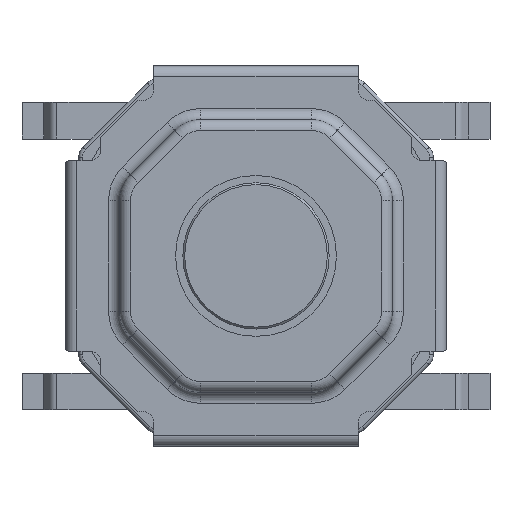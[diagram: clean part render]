
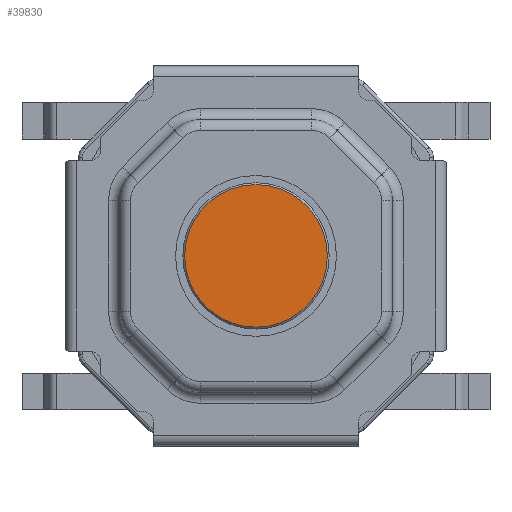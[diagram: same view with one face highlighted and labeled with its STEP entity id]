
A CAD part, top view. The second image highlights one B-rep face of the part: STEP entity #39830.
In plain terms, the highlighted planar face has unit normal (0, 0, 1).
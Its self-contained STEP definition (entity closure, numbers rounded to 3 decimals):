
#21 = EDGE_CURVE('',#22,#24,#26,.T.);
#22 = VERTEX_POINT('',#23);
#23 = CARTESIAN_POINT('',(0.,-0.975,1.5));
#24 = VERTEX_POINT('',#25);
#25 = CARTESIAN_POINT('',(0.,0.975,1.5));
#26 = SURFACE_CURVE('',#27,(#32,#66),.PCURVE_S1.);
#27 = CIRCLE('',#28,0.975);
#28 = AXIS2_PLACEMENT_3D('',#29,#30,#31);
#29 = CARTESIAN_POINT('',(0.,0.,1.5));
#30 = DIRECTION('',(0.,0.,1.));
#31 = DIRECTION('',(0.,-1.,0.));
#32 = PCURVE('',#33,#38);
#33 = CONICAL_SURFACE('',#34,1.,0.785);
#34 = AXIS2_PLACEMENT_3D('',#35,#36,#37);
#35 = CARTESIAN_POINT('',(0.,0.,1.475));
#36 = DIRECTION('',(0.,0.,-1.));
#37 = DIRECTION('',(0.,1.,0.));
#38 = DEFINITIONAL_REPRESENTATION('',(#39),#65);
#39 = B_SPLINE_CURVE_WITH_KNOTS('',3,(#40,#41,#42,#43,#44,#45,#46,#47,
    #48,#49,#50,#51,#52,#53,#54,#55,#56,#57,#58,#59,#60,#61,#62,#63,#64)
  ,.UNSPECIFIED.,.F.,.F.,(4,1,1,1,1,1,1,1,1,1,1,1,1,1,1,1,1,1,1,1,1,1,4)
  ,(0.,0.143,0.286,0.428,0.571,
    0.714,0.857,1.,1.142,
    1.285,1.428,1.571,1.714,
    1.856,1.999,2.142,2.285,
    2.428,2.57,2.713,2.856,
    2.999,3.142),.QUASI_UNIFORM_KNOTS.);
#40 = CARTESIAN_POINT('',(3.142,-0.025));
#41 = CARTESIAN_POINT('',(3.094,-0.025));
#42 = CARTESIAN_POINT('',(2.999,-0.025));
#43 = CARTESIAN_POINT('',(2.856,-0.025));
#44 = CARTESIAN_POINT('',(2.713,-0.025));
#45 = CARTESIAN_POINT('',(2.57,-0.025));
#46 = CARTESIAN_POINT('',(2.428,-0.025));
#47 = CARTESIAN_POINT('',(2.285,-0.025));
#48 = CARTESIAN_POINT('',(2.142,-0.025));
#49 = CARTESIAN_POINT('',(1.999,-0.025));
#50 = CARTESIAN_POINT('',(1.856,-0.025));
#51 = CARTESIAN_POINT('',(1.714,-0.025));
#52 = CARTESIAN_POINT('',(1.571,-0.025));
#53 = CARTESIAN_POINT('',(1.428,-0.025));
#54 = CARTESIAN_POINT('',(1.285,-0.025));
#55 = CARTESIAN_POINT('',(1.142,-0.025));
#56 = CARTESIAN_POINT('',(1.,-0.025));
#57 = CARTESIAN_POINT('',(0.857,-0.025));
#58 = CARTESIAN_POINT('',(0.714,-0.025));
#59 = CARTESIAN_POINT('',(0.571,-0.025));
#60 = CARTESIAN_POINT('',(0.428,-0.025));
#61 = CARTESIAN_POINT('',(0.286,-0.025));
#62 = CARTESIAN_POINT('',(0.143,-0.025));
#63 = CARTESIAN_POINT('',(0.048,-0.025));
#64 = CARTESIAN_POINT('',(0.,-0.025));
#65 = ( GEOMETRIC_REPRESENTATION_CONTEXT(2) 
PARAMETRIC_REPRESENTATION_CONTEXT() REPRESENTATION_CONTEXT('2D SPACE',''
  ) );
#66 = PCURVE('',#67,#72);
#67 = PLANE('',#68);
#68 = AXIS2_PLACEMENT_3D('',#69,#70,#71);
#69 = CARTESIAN_POINT('',(0.,0.,1.5));
#70 = DIRECTION('',(0.,0.,1.));
#71 = DIRECTION('',(0.,-1.,0.));
#72 = DEFINITIONAL_REPRESENTATION('',(#73),#77);
#73 = CIRCLE('',#74,0.975);
#74 = AXIS2_PLACEMENT_2D('',#75,#76);
#75 = CARTESIAN_POINT('',(0.,0.));
#76 = DIRECTION('',(1.,0.));
#77 = ( GEOMETRIC_REPRESENTATION_CONTEXT(2) 
PARAMETRIC_REPRESENTATION_CONTEXT() REPRESENTATION_CONTEXT('2D SPACE',''
  ) );
#117 = CONICAL_SURFACE('',#118,1.,0.785);
#118 = AXIS2_PLACEMENT_3D('',#119,#120,#121);
#119 = CARTESIAN_POINT('',(0.,0.,1.475));
#120 = DIRECTION('',(0.,0.,-1.));
#121 = DIRECTION('',(0.,1.,0.));
#39830 = ADVANCED_FACE('',(#39831),#67,.T.);
#39831 = FACE_BOUND('',#39832,.T.);
#39832 = EDGE_LOOP('',(#39833,#39877));
#39833 = ORIENTED_EDGE('',*,*,#39834,.T.);
#39834 = EDGE_CURVE('',#24,#22,#39835,.T.);
#39835 = SURFACE_CURVE('',#39836,(#39841,#39848),.PCURVE_S1.);
#39836 = CIRCLE('',#39837,0.975);
#39837 = AXIS2_PLACEMENT_3D('',#39838,#39839,#39840);
#39838 = CARTESIAN_POINT('',(0.,0.,1.5));
#39839 = DIRECTION('',(0.,0.,1.));
#39840 = DIRECTION('',(0.,-1.,0.));
#39841 = PCURVE('',#67,#39842);
#39842 = DEFINITIONAL_REPRESENTATION('',(#39843),#39847);
#39843 = CIRCLE('',#39844,0.975);
#39844 = AXIS2_PLACEMENT_2D('',#39845,#39846);
#39845 = CARTESIAN_POINT('',(0.,0.));
#39846 = DIRECTION('',(1.,0.));
#39847 = ( GEOMETRIC_REPRESENTATION_CONTEXT(2) 
PARAMETRIC_REPRESENTATION_CONTEXT() REPRESENTATION_CONTEXT('2D SPACE',''
  ) );
#39848 = PCURVE('',#117,#39849);
#39849 = DEFINITIONAL_REPRESENTATION('',(#39850),#39876);
#39850 = B_SPLINE_CURVE_WITH_KNOTS('',3,(#39851,#39852,#39853,#39854,
    #39855,#39856,#39857,#39858,#39859,#39860,#39861,#39862,#39863,
    #39864,#39865,#39866,#39867,#39868,#39869,#39870,#39871,#39872,
    #39873,#39874,#39875),.UNSPECIFIED.,.F.,.F.,(4,1,1,1,1,1,1,1,1,1,1,1
    ,1,1,1,1,1,1,1,1,1,1,4),(3.142,3.284,3.427
    ,3.57,3.713,3.856,3.998,
    4.141,4.284,4.427,4.57,
    4.712,4.855,4.998,5.141,
    5.284,5.426,5.569,5.712,
    5.855,5.998,6.14,6.283),
  .QUASI_UNIFORM_KNOTS.);
#39851 = CARTESIAN_POINT('',(6.283,-0.025));
#39852 = CARTESIAN_POINT('',(6.236,-0.025));
#39853 = CARTESIAN_POINT('',(6.14,-0.025));
#39854 = CARTESIAN_POINT('',(5.998,-0.025));
#39855 = CARTESIAN_POINT('',(5.855,-0.025));
#39856 = CARTESIAN_POINT('',(5.712,-0.025));
#39857 = CARTESIAN_POINT('',(5.569,-0.025));
#39858 = CARTESIAN_POINT('',(5.426,-0.025));
#39859 = CARTESIAN_POINT('',(5.284,-0.025));
#39860 = CARTESIAN_POINT('',(5.141,-0.025));
#39861 = CARTESIAN_POINT('',(4.998,-0.025));
#39862 = CARTESIAN_POINT('',(4.855,-0.025));
#39863 = CARTESIAN_POINT('',(4.712,-0.025));
#39864 = CARTESIAN_POINT('',(4.57,-0.025));
#39865 = CARTESIAN_POINT('',(4.427,-0.025));
#39866 = CARTESIAN_POINT('',(4.284,-0.025));
#39867 = CARTESIAN_POINT('',(4.141,-0.025));
#39868 = CARTESIAN_POINT('',(3.998,-0.025));
#39869 = CARTESIAN_POINT('',(3.856,-0.025));
#39870 = CARTESIAN_POINT('',(3.713,-0.025));
#39871 = CARTESIAN_POINT('',(3.57,-0.025));
#39872 = CARTESIAN_POINT('',(3.427,-0.025));
#39873 = CARTESIAN_POINT('',(3.284,-0.025));
#39874 = CARTESIAN_POINT('',(3.189,-0.025));
#39875 = CARTESIAN_POINT('',(3.142,-0.025));
#39876 = ( GEOMETRIC_REPRESENTATION_CONTEXT(2) 
PARAMETRIC_REPRESENTATION_CONTEXT() REPRESENTATION_CONTEXT('2D SPACE',''
  ) );
#39877 = ORIENTED_EDGE('',*,*,#21,.T.);
